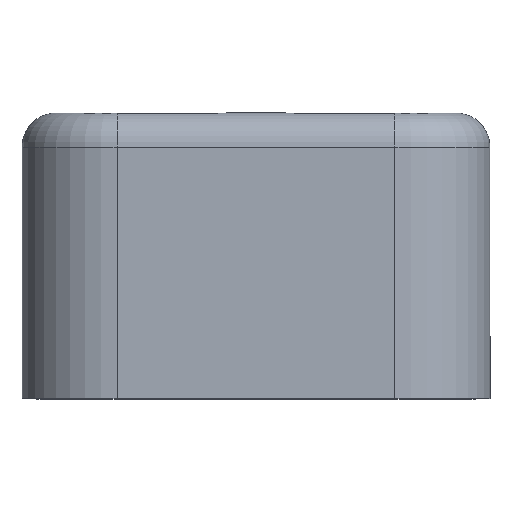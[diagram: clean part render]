
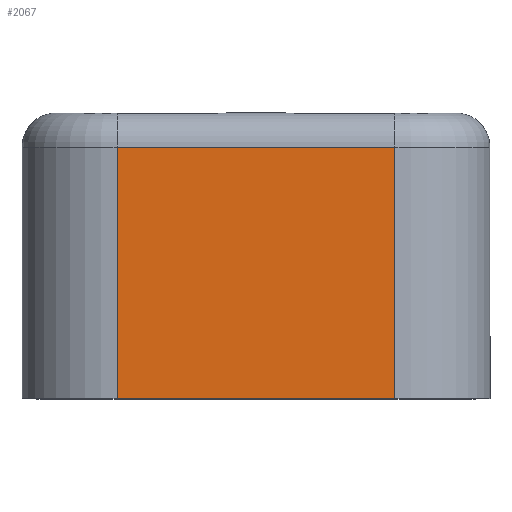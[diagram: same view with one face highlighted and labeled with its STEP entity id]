
A CAD part, top view. The second image highlights one B-rep face of the part: STEP entity #2067.
In plain terms, the highlighted planar face has unit normal (0, 0, 1).
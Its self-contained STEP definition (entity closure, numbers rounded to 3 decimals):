
#50 = CARTESIAN_POINT ( 'NONE',  ( -3.65, -7.5, 6.4 ) ) ;
#127 = VECTOR ( 'NONE', #161, 1000. ) ;
#161 = DIRECTION ( 'NONE',  ( 0., -1., 0. ) ) ;
#337 = EDGE_CURVE ( 'NONE', #1931, #949, #766, .T. ) ;
#384 = DIRECTION ( 'NONE',  ( -1., 0., 0. ) ) ;
#450 = AXIS2_PLACEMENT_3D ( 'NONE', #2016, #1687, #1878 ) ;
#471 = VECTOR ( 'NONE', #863, 1000. ) ;
#550 = CARTESIAN_POINT ( 'NONE',  ( 3.65, -0.9, 6.4 ) ) ;
#592 = DIRECTION ( 'NONE',  ( 0., -1., 0. ) ) ;
#611 = ORIENTED_EDGE ( 'NONE', *, *, #969, .T. ) ;
#645 = PLANE ( 'NONE',  #450 ) ;
#714 = ORIENTED_EDGE ( 'NONE', *, *, #1384, .T. ) ;
#723 = EDGE_CURVE ( 'NONE', #1493, #1931, #1813, .T. ) ;
#766 = LINE ( 'NONE', #1087, #1400 ) ;
#863 = DIRECTION ( 'NONE',  ( -1., 0., 0. ) ) ;
#880 = ORIENTED_EDGE ( 'NONE', *, *, #723, .F. ) ;
#942 = CARTESIAN_POINT ( 'NONE',  ( -3.65, 0., 6.4 ) ) ;
#949 = VERTEX_POINT ( 'NONE', #50 ) ;
#969 = EDGE_CURVE ( 'NONE', #2133, #949, #1673, .T. ) ;
#992 = EDGE_LOOP ( 'NONE', ( #1057, #880, #714, #611 ) ) ;
#1013 = CARTESIAN_POINT ( 'NONE',  ( 3.65, 0., 6.4 ) ) ;
#1032 = CARTESIAN_POINT ( 'NONE',  ( -3.65, -0.9, 6.4 ) ) ;
#1057 = ORIENTED_EDGE ( 'NONE', *, *, #337, .F. ) ;
#1087 = CARTESIAN_POINT ( 'NONE',  ( 3.65, -7.5, 6.4 ) ) ;
#1101 = VECTOR ( 'NONE', #592, 1000. ) ;
#1384 = EDGE_CURVE ( 'NONE', #1493, #2133, #1778, .T. ) ;
#1400 = VECTOR ( 'NONE', #384, 1000. ) ;
#1493 = VERTEX_POINT ( 'NONE', #550 ) ;
#1549 = CARTESIAN_POINT ( 'NONE',  ( 3.65, -0.9, 6.4 ) ) ;
#1660 = CARTESIAN_POINT ( 'NONE',  ( 3.65, -7.5, 6.4 ) ) ;
#1673 = LINE ( 'NONE', #942, #1101 ) ;
#1687 = DIRECTION ( 'NONE',  ( 0., 0., -1. ) ) ;
#1753 = FACE_OUTER_BOUND ( 'NONE', #992, .T. ) ;
#1778 = LINE ( 'NONE', #1549, #471 ) ;
#1813 = LINE ( 'NONE', #1013, #127 ) ;
#1878 = DIRECTION ( 'NONE',  ( 0., 1., 0. ) ) ;
#1931 = VERTEX_POINT ( 'NONE', #1660 ) ;
#2016 = CARTESIAN_POINT ( 'NONE',  ( 3.65, 0., 6.4 ) ) ;
#2067 = ADVANCED_FACE ( 'NONE', ( #1753 ), #645, .F. ) ;
#2133 = VERTEX_POINT ( 'NONE', #1032 ) ;
